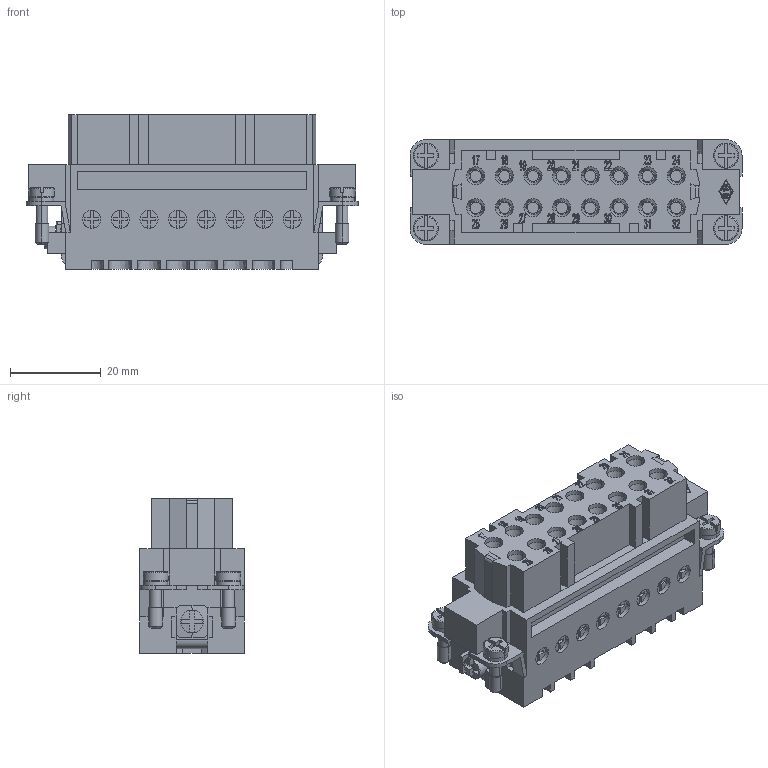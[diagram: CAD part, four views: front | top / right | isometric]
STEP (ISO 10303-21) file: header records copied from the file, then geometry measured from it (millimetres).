
FILE_DESCRIPTION((''),'2;1');
FILE_NAME('CDAF 16 XN.stp','2006-11-09T09:54:22',('gembarski'),(''),'Autodesk Inventor 7','Autodesk Inventor 7','');
FILE_SCHEMA(('AUTOMOTIVE_DESIGN { 1 0 10303 214 1 1 1 1 }'));
Length unit declared in the file: millimetre
Products named in the file (1): CDAF 16 XN
Bounding box: 73 x 23 x 34.01 mm (x, y, z)
Volume: 32965.5 mm3; surface area: 26344.5 mm2
Topology: 17 solids, 17 shells, 2075 faces, 5342 edges, 3507 vertices
Faces by surface type: bspline 1050, plane 793, cylinder 200, cone 20, torus 8, sphere 4
Entity records: 70158 total; most frequent: CARTESIAN_POINT 24285, ORIENTED_EDGE 10688, DIRECTION 7149, EDGE_CURVE 5344, VERTEX_POINT 3507, VECTOR 3303, LINE 3303, EDGE_LOOP 2295
